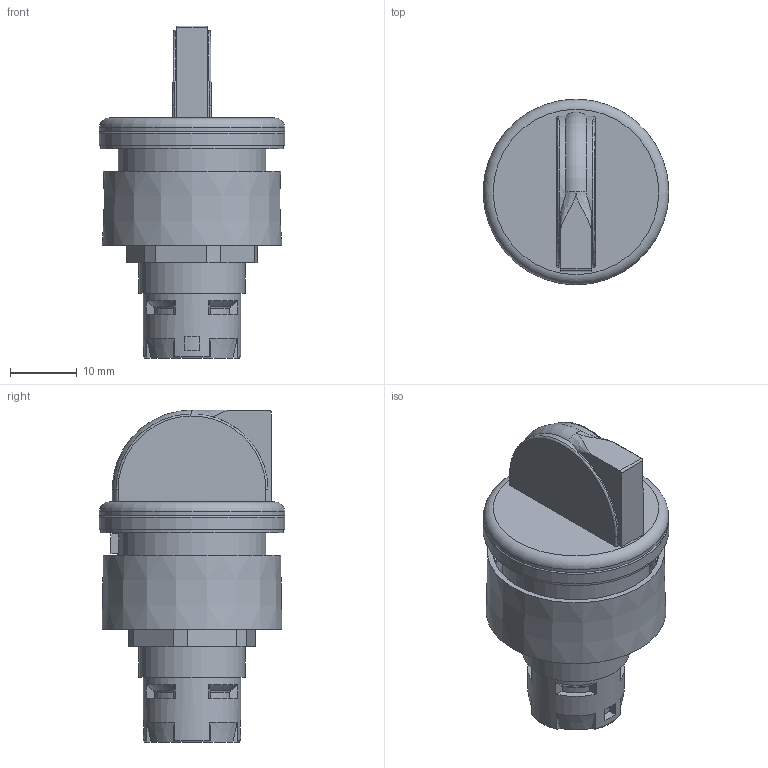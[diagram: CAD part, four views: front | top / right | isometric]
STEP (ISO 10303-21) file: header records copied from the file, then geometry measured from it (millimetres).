
FILE_DESCRIPTION(/* description */ (''),/* implementation_level */ '2;1');
FILE_NAME(/* name */ 'RXJSTB.stp',/* time_stamp */ '2020-11-11T15:15:16+01:00',/* author */ ('thagel'),/* organization */ (''),/* preprocessor_version */ 'ST-DEVELOPER v17.2',/* originating_system */ 'Autodesk Inventor 2019',/* authorisation */ '');
FILE_SCHEMA (('AUTOMOTIVE_DESIGN { 1 0 10303 214 3 1 1 }'));
Length unit declared in the file: millimetre
Products named in the file (1): RXJSTB
Bounding box: 27.9 x 27.9 x 49.85 mm (x, y, z)
Volume: 12897 mm3; surface area: 8006.3 mm2
Topology: 1 solids, 3 shells, 206 faces, 530 edges, 345 vertices
Faces by surface type: plane 89, cylinder 64, torus 19, cone 18, bspline 10, sphere 6
Full cylindrical faces by diameter (mm): 2.9 x1, 14.6 x1, 16 x2, 16.5 x1, 20.778 x1, 22.15 x1, 25 x1, 26.2 x1, 27.4 x1, 27.85 x1, 27.9 x1
Entity records: 6957 total; most frequent: CARTESIAN_POINT 1859, DIRECTION 1090, ORIENTED_EDGE 1050, EDGE_CURVE 525, AXIS2_PLACEMENT_3D 428, VERTEX_POINT 345, LINE 234, VECTOR 234
